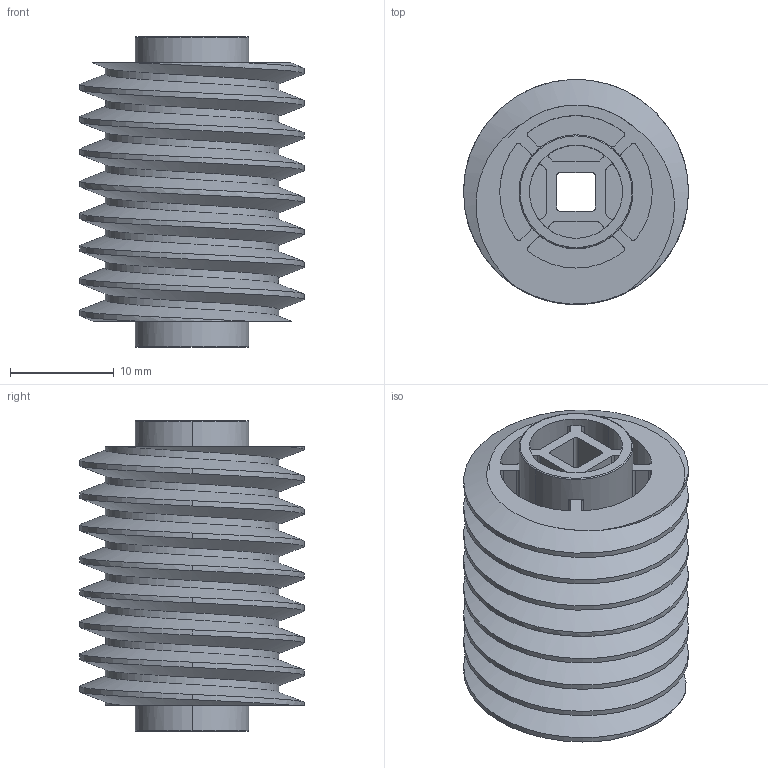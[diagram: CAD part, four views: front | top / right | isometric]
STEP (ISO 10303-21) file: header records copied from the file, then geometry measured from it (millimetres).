
FILE_DESCRIPTION (( 'STEP AP203' ), '1' );
FILE_NAME ('WG30_v2.STEP', '2019-08-07T08:05:37', ( '' ), ( '' ), 'SwSTEP 2.0', 'SolidWorks 2019', '' );
FILE_SCHEMA (( 'CONFIG_CONTROL_DESIGN' ));
Length unit declared in the file: millimetre
Products named in the file (1): WG30_v2
Bounding box: 21.73 x 21.72 x 30 mm (x, y, z)
Volume: 4902.2 mm3; surface area: 7556 mm2
Topology: 1 solids, 1 shells, 191 faces, 549 edges, 364 vertices
Faces by surface type: cylinder 115, plane 66, bspline 6, torus 4
Entity records: 8390 total; most frequent: CARTESIAN_POINT 3226, DIRECTION 1110, ORIENTED_EDGE 1098, EDGE_CURVE 549, AXIS2_PLACEMENT_3D 424, VERTEX_POINT 364, VECTOR 262, LINE 262
